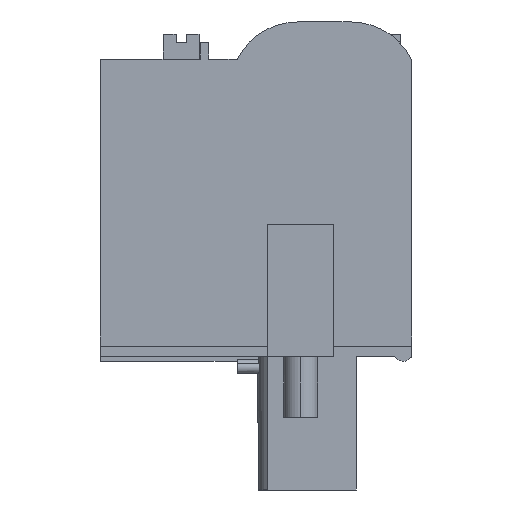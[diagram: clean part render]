
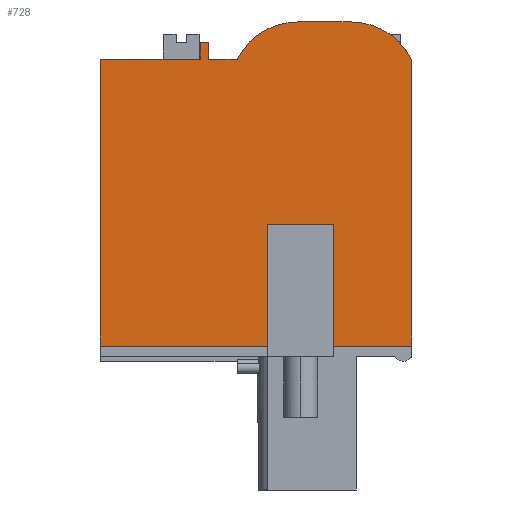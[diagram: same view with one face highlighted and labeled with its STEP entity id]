
A CAD part, left-side view. The second image highlights one B-rep face of the part: STEP entity #728.
In plain terms, the highlighted planar face has unit normal (-1, 0, 0).
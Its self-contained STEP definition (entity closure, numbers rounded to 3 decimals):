
#597=AXIS2_PLACEMENT_3D('Plane Axis2P3D',#594,#595,#596) ;
#657=AXIS2_PLACEMENT_3D('Circle Axis2P3D',#655,#656,$) ;
#671=AXIS2_PLACEMENT_3D('Circle Axis2P3D',#669,#670,$) ;
#132=CARTESIAN_POINT('Line Origine',(3.14,18.37,16.965)) ;
#136=CARTESIAN_POINT('Vertex',(3.14,18.37,25.43)) ;
#138=CARTESIAN_POINT('Vertex',(3.14,18.37,8.5)) ;
#594=CARTESIAN_POINT('Axis2P3D Location',(3.14,0.,0.)) ;
#599=CARTESIAN_POINT('Line Origine',(3.14,13.435,8.5)) ;
#603=CARTESIAN_POINT('Vertex',(3.14,8.5,8.5)) ;
#606=CARTESIAN_POINT('Line Origine',(3.14,8.5,12.1)) ;
#610=CARTESIAN_POINT('Vertex',(3.14,8.5,15.7)) ;
#613=CARTESIAN_POINT('Line Origine',(3.14,7.683,15.7)) ;
#617=CARTESIAN_POINT('Vertex',(3.14,6.867,15.7)) ;
#620=CARTESIAN_POINT('Line Origine',(3.14,6.55,15.7)) ;
#624=CARTESIAN_POINT('Vertex',(3.14,6.233,15.7)) ;
#627=CARTESIAN_POINT('Line Origine',(3.14,5.417,15.7)) ;
#631=CARTESIAN_POINT('Vertex',(3.14,4.6,15.7)) ;
#634=CARTESIAN_POINT('Line Origine',(3.14,4.6,12.1)) ;
#638=CARTESIAN_POINT('Vertex',(3.14,4.6,8.5)) ;
#641=CARTESIAN_POINT('Line Origine',(3.14,2.3,8.5)) ;
#645=CARTESIAN_POINT('Vertex',(3.14,0.,8.5)) ;
#648=CARTESIAN_POINT('Line Origine',(3.14,0.,16.965)) ;
#652=CARTESIAN_POINT('Vertex',(3.14,0.,25.43)) ;
#655=CARTESIAN_POINT('Axis2P3D Location',(3.14,3.572,23.63)) ;
#659=CARTESIAN_POINT('Vertex',(3.14,3.572,27.63)) ;
#662=CARTESIAN_POINT('Line Origine',(3.14,5.15,27.63)) ;
#666=CARTESIAN_POINT('Vertex',(3.14,6.728,27.63)) ;
#669=CARTESIAN_POINT('Axis2P3D Location',(3.14,6.728,23.63)) ;
#673=CARTESIAN_POINT('Vertex',(3.14,10.3,25.43)) ;
#676=CARTESIAN_POINT('Line Origine',(3.14,11.138,25.43)) ;
#680=CARTESIAN_POINT('Vertex',(3.14,11.975,25.43)) ;
#683=CARTESIAN_POINT('Line Origine',(3.14,11.975,25.93)) ;
#687=CARTESIAN_POINT('Vertex',(3.14,11.975,26.43)) ;
#690=CARTESIAN_POINT('Line Origine',(3.14,12.223,26.43)) ;
#694=CARTESIAN_POINT('Vertex',(3.14,12.47,26.43)) ;
#697=CARTESIAN_POINT('Line Origine',(3.14,12.47,25.93)) ;
#701=CARTESIAN_POINT('Vertex',(3.14,12.47,25.43)) ;
#704=CARTESIAN_POINT('Line Origine',(3.14,15.42,25.43)) ;
#133=DIRECTION('Vector Direction',(0.,0.,1.)) ;
#595=DIRECTION('Axis2P3D Direction',(-1.,0.,0.)) ;
#596=DIRECTION('Axis2P3D XDirection',(0.,0.,1.)) ;
#600=DIRECTION('Vector Direction',(0.,-1.,0.)) ;
#607=DIRECTION('Vector Direction',(0.,0.,-1.)) ;
#614=DIRECTION('Vector Direction',(0.,1.,0.)) ;
#621=DIRECTION('Vector Direction',(0.,1.,0.)) ;
#628=DIRECTION('Vector Direction',(0.,1.,0.)) ;
#635=DIRECTION('Vector Direction',(0.,0.,-1.)) ;
#642=DIRECTION('Vector Direction',(0.,-1.,0.)) ;
#649=DIRECTION('Vector Direction',(0.,0.,1.)) ;
#656=DIRECTION('Axis2P3D Direction',(-1.,0.,0.)) ;
#663=DIRECTION('Vector Direction',(0.,1.,0.)) ;
#670=DIRECTION('Axis2P3D Direction',(-1.,0.,0.)) ;
#677=DIRECTION('Vector Direction',(0.,1.,0.)) ;
#684=DIRECTION('Vector Direction',(0.,0.,1.)) ;
#691=DIRECTION('Vector Direction',(0.,-1.,0.)) ;
#698=DIRECTION('Vector Direction',(0.,0.,1.)) ;
#705=DIRECTION('Vector Direction',(0.,1.,0.)) ;
#134=VECTOR('Line Direction',#133,1.) ;
#601=VECTOR('Line Direction',#600,1.) ;
#608=VECTOR('Line Direction',#607,1.) ;
#615=VECTOR('Line Direction',#614,1.) ;
#622=VECTOR('Line Direction',#621,1.) ;
#629=VECTOR('Line Direction',#628,1.) ;
#636=VECTOR('Line Direction',#635,1.) ;
#643=VECTOR('Line Direction',#642,1.) ;
#650=VECTOR('Line Direction',#649,1.) ;
#664=VECTOR('Line Direction',#663,1.) ;
#678=VECTOR('Line Direction',#677,1.) ;
#685=VECTOR('Line Direction',#684,1.) ;
#692=VECTOR('Line Direction',#691,1.) ;
#699=VECTOR('Line Direction',#698,1.) ;
#706=VECTOR('Line Direction',#705,1.) ;
#710=ORIENTED_EDGE('',*,*,#605,.T.) ;
#711=ORIENTED_EDGE('',*,*,#612,.F.) ;
#712=ORIENTED_EDGE('',*,*,#619,.F.) ;
#713=ORIENTED_EDGE('',*,*,#626,.F.) ;
#714=ORIENTED_EDGE('',*,*,#633,.F.) ;
#715=ORIENTED_EDGE('',*,*,#640,.T.) ;
#716=ORIENTED_EDGE('',*,*,#647,.T.) ;
#717=ORIENTED_EDGE('',*,*,#654,.T.) ;
#718=ORIENTED_EDGE('',*,*,#661,.T.) ;
#719=ORIENTED_EDGE('',*,*,#668,.T.) ;
#720=ORIENTED_EDGE('',*,*,#675,.T.) ;
#721=ORIENTED_EDGE('',*,*,#682,.T.) ;
#722=ORIENTED_EDGE('',*,*,#689,.T.) ;
#723=ORIENTED_EDGE('',*,*,#696,.T.) ;
#724=ORIENTED_EDGE('',*,*,#703,.T.) ;
#725=ORIENTED_EDGE('',*,*,#708,.T.) ;
#726=ORIENTED_EDGE('',*,*,#140,.T.) ;
#728=ADVANCED_FACE('HOUSING',(#727),#598,.T.) ;
#658=CIRCLE('generated circle',#657,4.) ;
#672=CIRCLE('generated circle',#671,4.) ;
#140=EDGE_CURVE('',#137,#139,#135,.F.) ;
#605=EDGE_CURVE('',#139,#604,#602,.T.) ;
#612=EDGE_CURVE('',#611,#604,#609,.T.) ;
#619=EDGE_CURVE('',#618,#611,#616,.T.) ;
#626=EDGE_CURVE('',#625,#618,#623,.T.) ;
#633=EDGE_CURVE('',#632,#625,#630,.T.) ;
#640=EDGE_CURVE('',#632,#639,#637,.T.) ;
#647=EDGE_CURVE('',#639,#646,#644,.T.) ;
#654=EDGE_CURVE('',#646,#653,#651,.T.) ;
#661=EDGE_CURVE('',#653,#660,#658,.T.) ;
#668=EDGE_CURVE('',#660,#667,#665,.T.) ;
#675=EDGE_CURVE('',#667,#674,#672,.T.) ;
#682=EDGE_CURVE('',#674,#681,#679,.T.) ;
#689=EDGE_CURVE('',#681,#688,#686,.T.) ;
#696=EDGE_CURVE('',#688,#695,#693,.F.) ;
#703=EDGE_CURVE('',#695,#702,#700,.F.) ;
#708=EDGE_CURVE('',#702,#137,#707,.T.) ;
#709=EDGE_LOOP('',(#710,#711,#712,#713,#714,#715,#716,#717,#718,#719,#720,#721,#722,#723,#724,#725,#726)) ;
#727=FACE_OUTER_BOUND('',#709,.T.) ;
#135=LINE('Line',#132,#134) ;
#602=LINE('Line',#599,#601) ;
#609=LINE('Line',#606,#608) ;
#616=LINE('Line',#613,#615) ;
#623=LINE('Line',#620,#622) ;
#630=LINE('Line',#627,#629) ;
#637=LINE('Line',#634,#636) ;
#644=LINE('Line',#641,#643) ;
#651=LINE('Line',#648,#650) ;
#665=LINE('Line',#662,#664) ;
#679=LINE('Line',#676,#678) ;
#686=LINE('Line',#683,#685) ;
#693=LINE('Line',#690,#692) ;
#700=LINE('Line',#697,#699) ;
#707=LINE('Line',#704,#706) ;
#598=PLANE('',#597) ;
#137=VERTEX_POINT('',#136) ;
#139=VERTEX_POINT('',#138) ;
#604=VERTEX_POINT('',#603) ;
#611=VERTEX_POINT('',#610) ;
#618=VERTEX_POINT('',#617) ;
#625=VERTEX_POINT('',#624) ;
#632=VERTEX_POINT('',#631) ;
#639=VERTEX_POINT('',#638) ;
#646=VERTEX_POINT('',#645) ;
#653=VERTEX_POINT('',#652) ;
#660=VERTEX_POINT('',#659) ;
#667=VERTEX_POINT('',#666) ;
#674=VERTEX_POINT('',#673) ;
#681=VERTEX_POINT('',#680) ;
#688=VERTEX_POINT('',#687) ;
#695=VERTEX_POINT('',#694) ;
#702=VERTEX_POINT('',#701) ;
